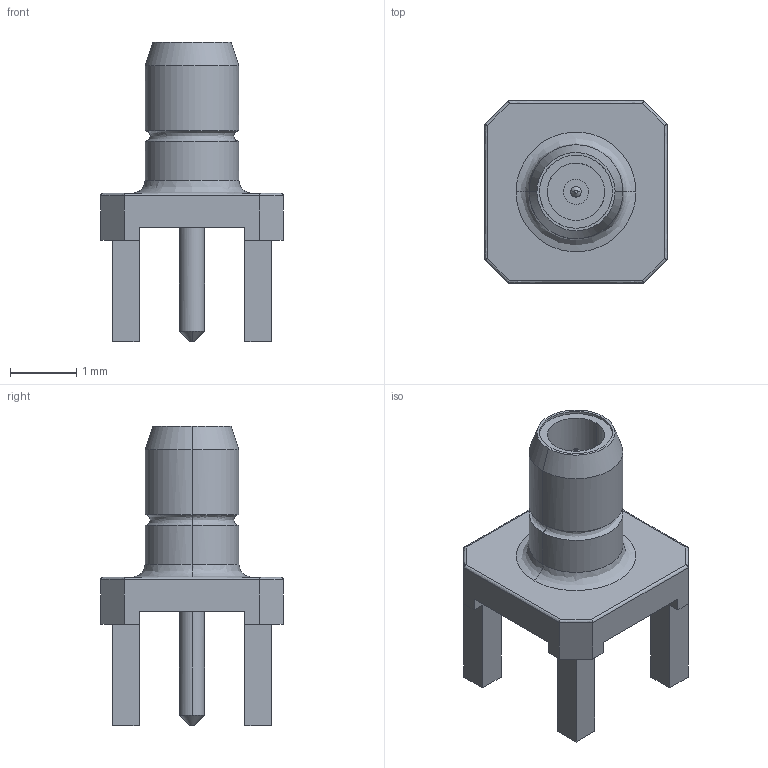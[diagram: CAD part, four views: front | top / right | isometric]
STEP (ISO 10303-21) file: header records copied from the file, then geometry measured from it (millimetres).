
FILE_DESCRIPTION(('FreeCAD Model'),'2;1');
FILE_NAME('SMB_Jack_Vertical.step' ,'2019-12-31T11:50:21',('Author'),(''), 'Open CASCADE STEP processor 7.3','FreeCAD','Unknown');
FILE_SCHEMA(('AUTOMOTIVE_DESIGN { 1 0 10303 214 1 1 1 1 }'));
Length unit declared in the file: millimetre
Products named in the file (1): User_Library-Straight_SMB_jack_mini_50_Ohm
Bounding box: 2.76 x 2.76 x 4.53 mm (x, y, z)
Surface area: 47.6 mm2 (no closed solid volume)
Topology: 0 solids, 1 shells, 78 faces, 184 edges, 114 vertices
Faces by surface type: bspline 78
Entity records: 5375 total; most frequent: CARTESIAN_POINT 2467, B_SPLINE_CURVE_WITH_KNOTS 470, ORIENTED_EDGE 366, PCURVE 366, DEFINITIONAL_REPRESENTATION 366, EDGE_CURVE 184, SURFACE_CURVE 184, VERTEX_POINT 114
